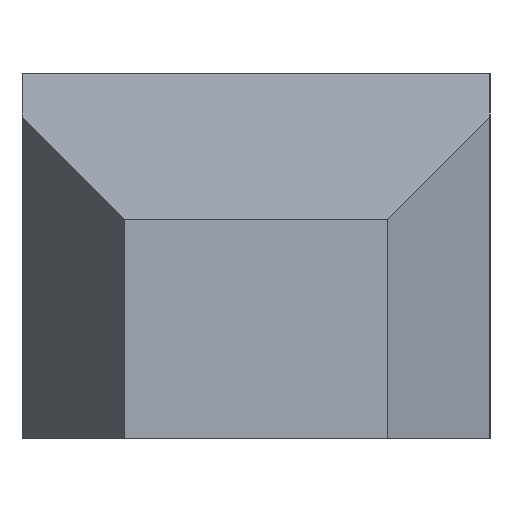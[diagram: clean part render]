
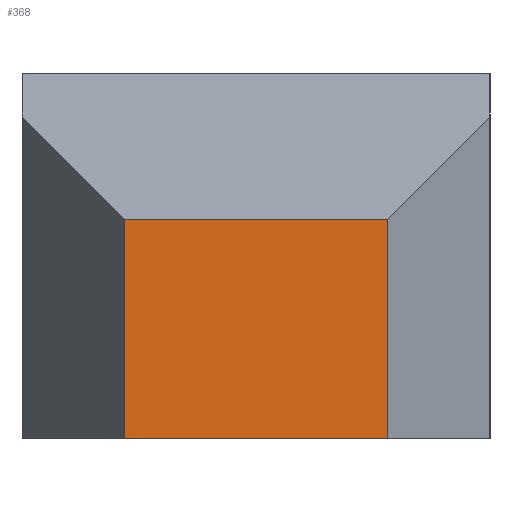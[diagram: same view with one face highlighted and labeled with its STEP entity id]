
A CAD part, left-side view. The second image highlights one B-rep face of the part: STEP entity #368.
In plain terms, the highlighted planar face has unit normal (-1, 0, 0).
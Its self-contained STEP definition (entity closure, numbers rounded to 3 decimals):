
#1 = CARTESIAN_POINT ( 'NONE',  ( -80., 9., 25. ) ) ;
#27 = VECTOR ( 'NONE', #568, 1000. ) ;
#51 = ORIENTED_EDGE ( 'NONE', *, *, #587, .F. ) ;
#56 = CARTESIAN_POINT ( 'NONE',  ( -80., -9., 0. ) ) ;
#77 = VERTEX_POINT ( 'NONE', #56 ) ;
#78 = DIRECTION ( 'NONE',  ( 0., 0., 1. ) ) ;
#89 = CARTESIAN_POINT ( 'NONE',  ( -80., 9., 15. ) ) ;
#97 = VERTEX_POINT ( 'NONE', #532 ) ;
#118 = ORIENTED_EDGE ( 'NONE', *, *, #515, .T. ) ;
#165 = VECTOR ( 'NONE', #526, 1000. ) ;
#168 = DIRECTION ( 'NONE',  ( -1., 0., 0. ) ) ;
#188 = ORIENTED_EDGE ( 'NONE', *, *, #431, .T. ) ;
#217 = EDGE_LOOP ( 'NONE', ( #377, #118, #188, #51 ) ) ;
#242 = LINE ( 'NONE', #523, #27 ) ;
#273 = AXIS2_PLACEMENT_3D ( 'NONE', #543, #168, #78 ) ;
#293 = LINE ( 'NONE', #571, #165 ) ;
#331 = DIRECTION ( 'NONE',  ( 0., 0., -1. ) ) ;
#355 = PLANE ( 'NONE',  #273 ) ;
#368 = ADVANCED_FACE ( 'NONE', ( #598 ), #355, .T. ) ;
#377 = ORIENTED_EDGE ( 'NONE', *, *, #534, .F. ) ;
#418 = CARTESIAN_POINT ( 'NONE',  ( -80., 9., 0. ) ) ;
#431 = EDGE_CURVE ( 'NONE', #520, #443, #558, .T. ) ;
#443 = VERTEX_POINT ( 'NONE', #418 ) ;
#508 = LINE ( 'NONE', #516, #607 ) ;
#515 = EDGE_CURVE ( 'NONE', #97, #520, #508, .T. ) ;
#516 = CARTESIAN_POINT ( 'NONE',  ( -80., -20., 15. ) ) ;
#520 = VERTEX_POINT ( 'NONE', #89 ) ;
#523 = CARTESIAN_POINT ( 'NONE',  ( -80., -9., 25. ) ) ;
#526 = DIRECTION ( 'NONE',  ( 0., 1., 0. ) ) ;
#532 = CARTESIAN_POINT ( 'NONE',  ( -80., -9., 15. ) ) ;
#534 = EDGE_CURVE ( 'NONE', #97, #77, #242, .T. ) ;
#543 = CARTESIAN_POINT ( 'NONE',  ( -80., -9., 25. ) ) ;
#558 = LINE ( 'NONE', #1, #592 ) ;
#568 = DIRECTION ( 'NONE',  ( 0., 0., -1. ) ) ;
#571 = CARTESIAN_POINT ( 'NONE',  ( -80., -9., 0. ) ) ;
#587 = EDGE_CURVE ( 'NONE', #77, #443, #293, .T. ) ;
#592 = VECTOR ( 'NONE', #331, 1000. ) ;
#598 = FACE_OUTER_BOUND ( 'NONE', #217, .T. ) ;
#602 = DIRECTION ( 'NONE',  ( 0., 1., 0. ) ) ;
#607 = VECTOR ( 'NONE', #602, 1000. ) ;
